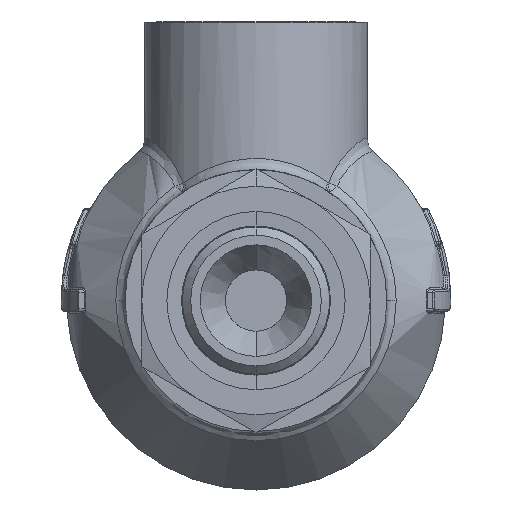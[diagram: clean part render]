
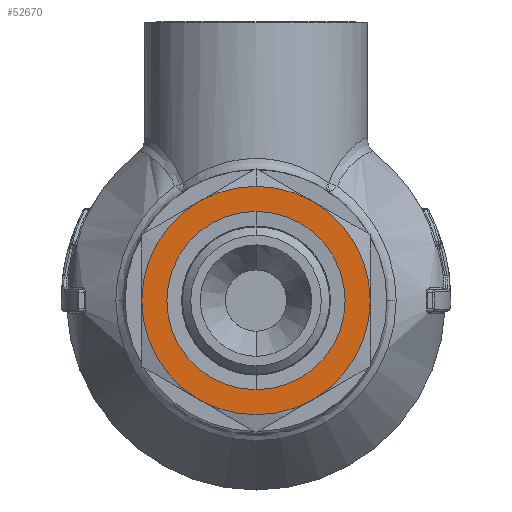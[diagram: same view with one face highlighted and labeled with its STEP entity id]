
A CAD part, front view. The second image highlights one B-rep face of the part: STEP entity #52670.
In plain terms, the highlighted planar face has unit normal (0, -1, 0).
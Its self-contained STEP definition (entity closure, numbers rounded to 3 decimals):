
#1092 = EDGE_CURVE ( 'NONE', #2939, #13170, #3632, .T. ) ;
#2408 = EDGE_CURVE ( 'NONE', #13170, #64633, #13738, .T. ) ;
#2939 = VERTEX_POINT ( 'NONE', #26920 ) ;
#3559 = DIRECTION ( 'NONE',  ( 0., 1., 0. ) ) ;
#3632 = CIRCLE ( 'NONE', #15534, 20.5 ) ;
#4463 = CIRCLE ( 'NONE', #9207, 20.5 ) ;
#5239 = CARTESIAN_POINT ( 'NONE',  ( 0., -15., 20.5 ) ) ;
#5925 = DIRECTION ( 'NONE',  ( 0., 1., 0. ) ) ;
#5956 = AXIS2_PLACEMENT_3D ( 'NONE', #19309, #3559, #54456 ) ;
#9207 = AXIS2_PLACEMENT_3D ( 'NONE', #29616, #23947, #44522 ) ;
#10544 = AXIS2_PLACEMENT_3D ( 'NONE', #36411, #5925, #27017 ) ;
#10732 = DIRECTION ( 'NONE',  ( 0., 0., 1. ) ) ;
#12180 = CIRCLE ( 'NONE', #10544, 16. ) ;
#12204 = ORIENTED_EDGE ( 'NONE', *, *, #61072, .F. ) ;
#12633 = VERTEX_POINT ( 'NONE', #57140 ) ;
#13170 = VERTEX_POINT ( 'NONE', #58550 ) ;
#13738 = CIRCLE ( 'NONE', #21947, 20.5 ) ;
#14144 = ORIENTED_EDGE ( 'NONE', *, *, #54325, .F. ) ;
#14420 = DIRECTION ( 'NONE',  ( 0., 0., 1. ) ) ;
#15308 = EDGE_CURVE ( 'NONE', #50908, #12633, #28090, .T. ) ;
#15534 = AXIS2_PLACEMENT_3D ( 'NONE', #22946, #38011, #27115 ) ;
#15946 = AXIS2_PLACEMENT_3D ( 'NONE', #32870, #52636, #37234 ) ;
#16844 = CIRCLE ( 'NONE', #57937, 20.5 ) ;
#17791 = AXIS2_PLACEMENT_3D ( 'NONE', #38395, #37760, #58028 ) ;
#19309 = CARTESIAN_POINT ( 'NONE',  ( 0., -15., 0. ) ) ;
#19986 = AXIS2_PLACEMENT_3D ( 'NONE', #61242, #51356, #10732 ) ;
#20099 = EDGE_CURVE ( 'NONE', #61596, #2939, #43554, .T. ) ;
#20509 = VERTEX_POINT ( 'NONE', #38689 ) ;
#20554 = CARTESIAN_POINT ( 'NONE',  ( 0., -15., 0. ) ) ;
#21947 = AXIS2_PLACEMENT_3D ( 'NONE', #59281, #29180, #54231 ) ;
#22946 = CARTESIAN_POINT ( 'NONE',  ( 0., -15., 0. ) ) ;
#23947 = DIRECTION ( 'NONE',  ( 0., 1., 0. ) ) ;
#25305 = AXIS2_PLACEMENT_3D ( 'NONE', #20554, #35471, #45323 ) ;
#26139 = ORIENTED_EDGE ( 'NONE', *, *, #28570, .T. ) ;
#26659 = CARTESIAN_POINT ( 'NONE',  ( 0., -15., 16. ) ) ;
#26920 = CARTESIAN_POINT ( 'NONE',  ( -10.25, -15., -17.754 ) ) ;
#27000 = CARTESIAN_POINT ( 'NONE',  ( 10.25, -15., -17.754 ) ) ;
#27017 = DIRECTION ( 'NONE',  ( 0., 0., 1. ) ) ;
#27115 = DIRECTION ( 'NONE',  ( 0., 0., 1. ) ) ;
#27157 = EDGE_LOOP ( 'NONE', ( #59653, #26139 ) ) ;
#28090 = CIRCLE ( 'NONE', #5956, 16. ) ;
#28570 = EDGE_CURVE ( 'NONE', #12633, #50908, #12180, .T. ) ;
#29124 = CARTESIAN_POINT ( 'NONE',  ( 0., -15., 0. ) ) ;
#29180 = DIRECTION ( 'NONE',  ( 0., 1., 0. ) ) ;
#29616 = CARTESIAN_POINT ( 'NONE',  ( 0., -15., 0. ) ) ;
#30063 = CIRCLE ( 'NONE', #17791, 20.5 ) ;
#30468 = FACE_BOUND ( 'NONE', #27157, .T. ) ;
#30995 = CIRCLE ( 'NONE', #25305, 20.5 ) ;
#31941 = EDGE_LOOP ( 'NONE', ( #14144, #57502, #12204, #61453, #59572, #64702, #46846 ) ) ;
#32870 = CARTESIAN_POINT ( 'NONE',  ( 0., -15., 16. ) ) ;
#34108 = CARTESIAN_POINT ( 'NONE',  ( 10.25, -15., 17.754 ) ) ;
#34823 = DIRECTION ( 'NONE',  ( 0., 1., 0. ) ) ;
#35471 = DIRECTION ( 'NONE',  ( 0., 1., 0. ) ) ;
#36411 = CARTESIAN_POINT ( 'NONE',  ( 0., -15., 0. ) ) ;
#37234 = DIRECTION ( 'NONE',  ( 0., 0., -1. ) ) ;
#37760 = DIRECTION ( 'NONE',  ( 0., 1., 0. ) ) ;
#38011 = DIRECTION ( 'NONE',  ( 0., 1., 0. ) ) ;
#38395 = CARTESIAN_POINT ( 'NONE',  ( 0., -15., 0. ) ) ;
#38689 = CARTESIAN_POINT ( 'NONE',  ( 20.5, -15., 0. ) ) ;
#39018 = CARTESIAN_POINT ( 'NONE',  ( -10.25, -15., 17.754 ) ) ;
#43554 = CIRCLE ( 'NONE', #19986, 20.5 ) ;
#43802 = FACE_OUTER_BOUND ( 'NONE', #31941, .T. ) ;
#44522 = DIRECTION ( 'NONE',  ( 0., 0., 1. ) ) ;
#45323 = DIRECTION ( 'NONE',  ( 0., 0., 1. ) ) ;
#46846 = ORIENTED_EDGE ( 'NONE', *, *, #47980, .F. ) ;
#47980 = EDGE_CURVE ( 'NONE', #20509, #61596, #16844, .T. ) ;
#49518 = VERTEX_POINT ( 'NONE', #34108 ) ;
#50908 = VERTEX_POINT ( 'NONE', #26659 ) ;
#51356 = DIRECTION ( 'NONE',  ( 0., 1., 0. ) ) ;
#52444 = VERTEX_POINT ( 'NONE', #5239 ) ;
#52636 = DIRECTION ( 'NONE',  ( 0., -1., 0. ) ) ;
#52670 = ADVANCED_FACE ( 'NONE', ( #43802, #30468 ), #53072, .T. ) ;
#53072 = PLANE ( 'NONE',  #15946 ) ;
#54231 = DIRECTION ( 'NONE',  ( 0., 0., 1. ) ) ;
#54325 = EDGE_CURVE ( 'NONE', #49518, #20509, #4463, .T. ) ;
#54456 = DIRECTION ( 'NONE',  ( 0., 0., 1. ) ) ;
#57140 = CARTESIAN_POINT ( 'NONE',  ( 0., -15., -16. ) ) ;
#57502 = ORIENTED_EDGE ( 'NONE', *, *, #57781, .F. ) ;
#57781 = EDGE_CURVE ( 'NONE', #52444, #49518, #30995, .T. ) ;
#57937 = AXIS2_PLACEMENT_3D ( 'NONE', #29124, #34823, #14420 ) ;
#58028 = DIRECTION ( 'NONE',  ( 0., 0., 1. ) ) ;
#58550 = CARTESIAN_POINT ( 'NONE',  ( -20.5, -15., 0. ) ) ;
#59281 = CARTESIAN_POINT ( 'NONE',  ( 0., -15., 0. ) ) ;
#59572 = ORIENTED_EDGE ( 'NONE', *, *, #1092, .F. ) ;
#59653 = ORIENTED_EDGE ( 'NONE', *, *, #15308, .T. ) ;
#61072 = EDGE_CURVE ( 'NONE', #64633, #52444, #30063, .T. ) ;
#61242 = CARTESIAN_POINT ( 'NONE',  ( 0., -15., 0. ) ) ;
#61453 = ORIENTED_EDGE ( 'NONE', *, *, #2408, .F. ) ;
#61596 = VERTEX_POINT ( 'NONE', #27000 ) ;
#64633 = VERTEX_POINT ( 'NONE', #39018 ) ;
#64702 = ORIENTED_EDGE ( 'NONE', *, *, #20099, .F. ) ;
